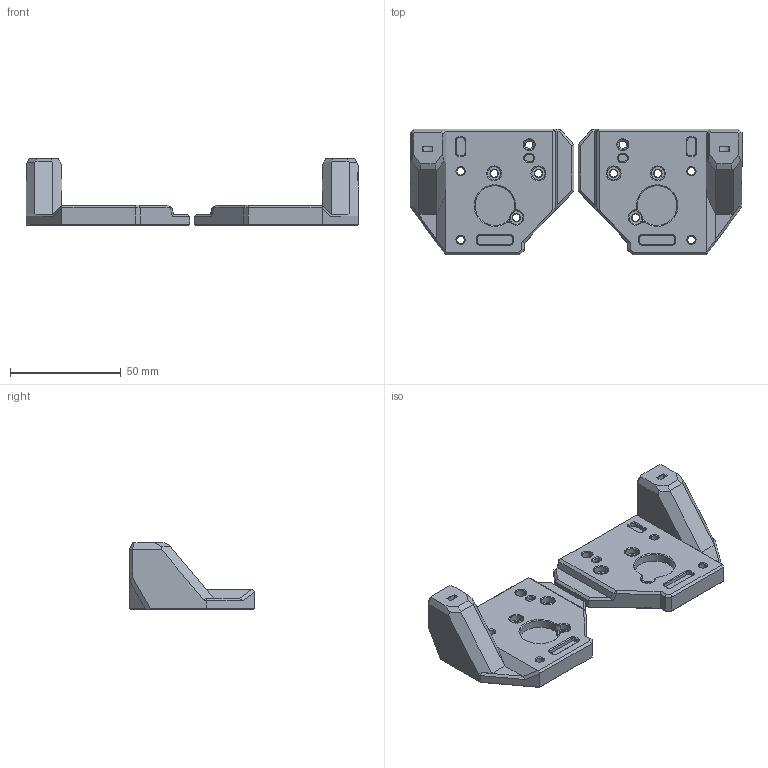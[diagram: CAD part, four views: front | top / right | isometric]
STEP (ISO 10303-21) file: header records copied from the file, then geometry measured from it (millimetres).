
FILE_DESCRIPTION(/* description */ (''),/* implementation_level */ '2;1');
FILE_NAME(/* name */ 'motor_mounts_a_8mm.step',/* time_stamp */ '2025-07-30T19:43:07+02:00',/* author */ (''),/* organization */ (''),/* preprocessor_version */ 'ST-DEVELOPER v20.1',/* originating_system */ 'Autodesk Translation Framework v14.10.0.0',/* authorisation */ '');
FILE_SCHEMA (('AUTOMOTIVE_DESIGN { 1 0 10303 214 3 1 1 }'));
Length unit declared in the file: millimetre
Products named in the file (1): motor_mounts_a_8mm
Bounding box: 150.14 x 56.8 x 30.15 mm (x, y, z)
Volume: 72611.6 mm3; surface area: 23179.7 mm2
Topology: 2 solids, 2 shells, 426 faces, 1022 edges, 618 vertices
Faces by surface type: plane 290, cone 74, cylinder 62
Full cylindrical faces by diameter (mm): 3.4 x12, 4.6 x2, 6 x8
Entity records: 12169 total; most frequent: DIRECTION 2088, CARTESIAN_POINT 2087, ORIENTED_EDGE 2044, EDGE_CURVE 1022, LINE 802, VECTOR 802, AXIS2_PLACEMENT_3D 643, VERTEX_POINT 618
